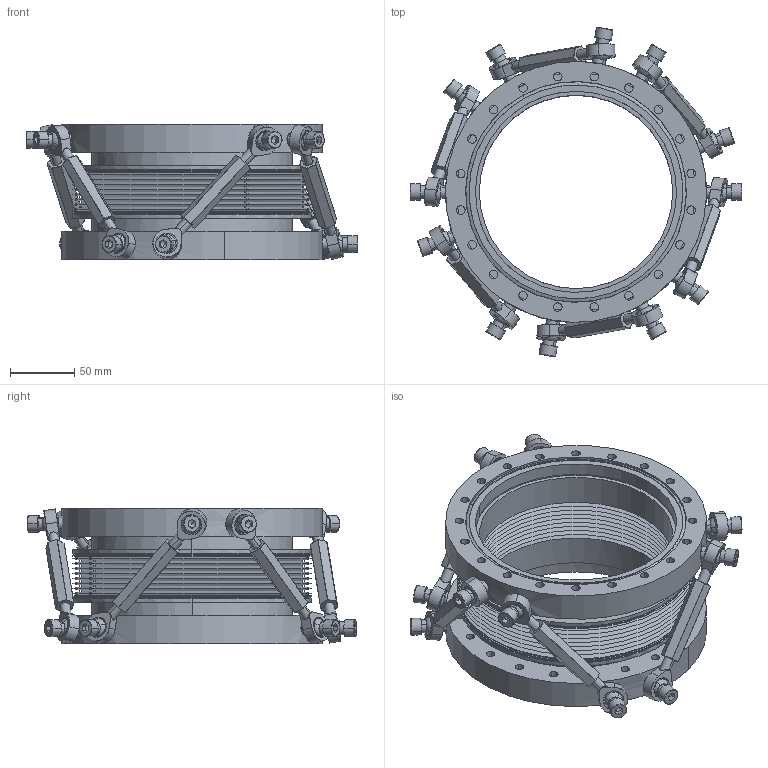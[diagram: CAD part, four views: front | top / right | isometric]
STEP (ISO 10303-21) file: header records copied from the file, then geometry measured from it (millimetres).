
FILE_DESCRIPTION(('CATIA V5 STEP Exchange','CAx-IF Rec.Pracs.--- Model Styling and Organization---1.2---2011-12-15'),'2;1');
FILE_NAME('PA160HEX(T2).stp','2021-07-09T12:32:17+00:00',('none'),('none'),'CATIA Version 5 Release 21 SP 6 (IN-10)','CATIA V5 STEP AP214','none');
FILE_SCHEMA(('AUTOMOTIVE_DESIGN { 1 0 10303 214 1 1 1 1 }'));
Products named in the file (1): PA160HEX(T2)
Bounding box: 257.5 x 255.71 x 105 mm (x, y, z)
Volume: 908687.7 mm3; surface area: 437411.1 mm2
Topology: 2 solids, 25 shells, 1635 faces, 4094 edges, 2567 vertices
Faces by surface type: cylinder 714, plane 354, sphere 240, cone 171, torus 156
Entity records: 53346 total; most frequent: CARTESIAN_POINT 16937, ORIENTED_EDGE 8048, DIRECTION 6130, EDGE_CURVE 3996, AXIS2_PLACEMENT_3D 3465, VERTEX_POINT 2563, CIRCLE 2006, EDGE_LOOP 1917
